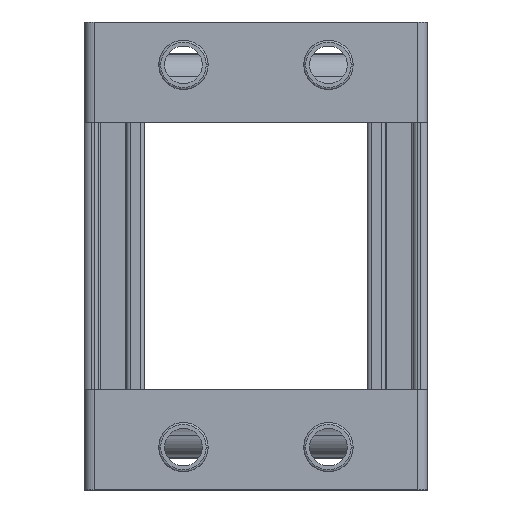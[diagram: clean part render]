
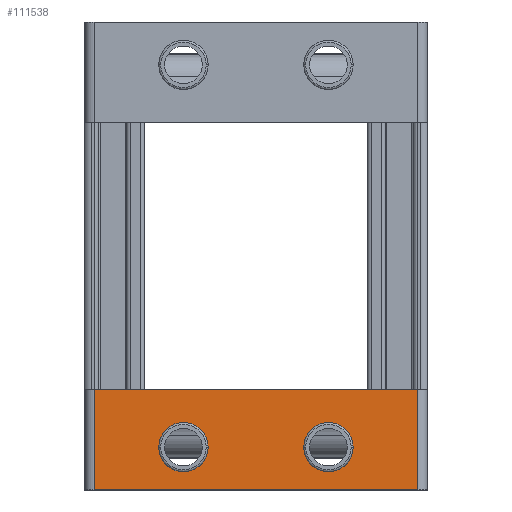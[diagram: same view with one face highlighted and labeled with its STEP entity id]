
A CAD part, left-side view. The second image highlights one B-rep face of the part: STEP entity #111538.
In plain terms, the highlighted planar face has unit normal (-1, 0, 0).
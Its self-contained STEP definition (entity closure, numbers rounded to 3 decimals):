
#1285 = VECTOR ( 'NONE', #20947, 1000. ) ;
#2512 = CARTESIAN_POINT ( 'NONE',  ( -162.222, 121.924, -130.327 ) ) ;
#7839 = VERTEX_POINT ( 'NONE', #52683 ) ;
#12389 = AXIS2_PLACEMENT_3D ( 'NONE', #75109, #104513, #46342 ) ;
#17870 = EDGE_CURVE ( 'NONE', #66474, #44200, #184594, .T. ) ;
#18146 = ORIENTED_EDGE ( 'NONE', *, *, #53766, .T. ) ;
#18537 = DIRECTION ( 'NONE',  ( 0., 0., 1. ) ) ;
#20947 = DIRECTION ( 'NONE',  ( 0., -1., 0. ) ) ;
#22806 = DIRECTION ( 'NONE',  ( 0., -1., 0. ) ) ;
#28338 = ORIENTED_EDGE ( 'NONE', *, *, #17870, .T. ) ;
#31200 = DIRECTION ( 'NONE',  ( 1., 0., 0. ) ) ;
#32611 = PLANE ( 'NONE',  #103718 ) ;
#35103 = CARTESIAN_POINT ( 'NONE',  ( -162.222, 71.389, -47.366 ) ) ;
#36316 = EDGE_CURVE ( 'NONE', #82584, #63145, #171322, .T. ) ;
#40839 = EDGE_LOOP ( 'NONE', ( #80708, #18146 ) ) ;
#44200 = VERTEX_POINT ( 'NONE', #132191 ) ;
#44450 = LINE ( 'NONE', #45517, #85716 ) ;
#45517 = CARTESIAN_POINT ( 'NONE',  ( -162.222, 121.924, -47.366 ) ) ;
#45553 = ORIENTED_EDGE ( 'NONE', *, *, #160142, .F. ) ;
#46342 = DIRECTION ( 'NONE',  ( 0., 0., 1. ) ) ;
#49663 = ORIENTED_EDGE ( 'NONE', *, *, #156280, .F. ) ;
#50772 = CIRCLE ( 'NONE', #141103, 3.75 ) ;
#52683 = CARTESIAN_POINT ( 'NONE',  ( -162.222, 120.424, -47.366 ) ) ;
#53766 = EDGE_CURVE ( 'NONE', #125120, #144667, #50772, .T. ) ;
#54835 = FACE_OUTER_BOUND ( 'NONE', #71533, .T. ) ;
#55285 = AXIS2_PLACEMENT_3D ( 'NONE', #180574, #179319, #64921 ) ;
#59328 = VECTOR ( 'NONE', #165173, 1000. ) ;
#63145 = VERTEX_POINT ( 'NONE', #35103 ) ;
#64193 = VECTOR ( 'NONE', #109876, 1000. ) ;
#64921 = DIRECTION ( 'NONE',  ( 0., 0., 1. ) ) ;
#65316 = EDGE_LOOP ( 'NONE', ( #28338, #73993 ) ) ;
#66474 = VERTEX_POINT ( 'NONE', #87697 ) ;
#67772 = CARTESIAN_POINT ( 'NONE',  ( -162.222, 120.424, -42.366 ) ) ;
#69619 = ORIENTED_EDGE ( 'NONE', *, *, #161215, .T. ) ;
#71533 = EDGE_LOOP ( 'NONE', ( #45553, #49663, #69619, #170464 ) ) ;
#73421 = CIRCLE ( 'NONE', #12389, 3.75 ) ;
#73993 = ORIENTED_EDGE ( 'NONE', *, *, #142693, .T. ) ;
#75109 = CARTESIAN_POINT ( 'NONE',  ( -162.222, 84.907, -40.866 ) ) ;
#75479 = LINE ( 'NONE', #67772, #64193 ) ;
#75920 = CARTESIAN_POINT ( 'NONE',  ( -162.222, 106.907, -40.866 ) ) ;
#80708 = ORIENTED_EDGE ( 'NONE', *, *, #175563, .T. ) ;
#82584 = VERTEX_POINT ( 'NONE', #183052 ) ;
#85716 = VECTOR ( 'NONE', #22806, 1000. ) ;
#87697 = CARTESIAN_POINT ( 'NONE',  ( -162.222, 84.907, -37.116 ) ) ;
#99362 = AXIS2_PLACEMENT_3D ( 'NONE', #75920, #31200, #147580 ) ;
#103718 = AXIS2_PLACEMENT_3D ( 'NONE', #2512, #104864, #18537 ) ;
#104079 = CIRCLE ( 'NONE', #99362, 3.75 ) ;
#104239 = LINE ( 'NONE', #166079, #1285 ) ;
#104513 = DIRECTION ( 'NONE',  ( 1., 0., 0. ) ) ;
#104864 = DIRECTION ( 'NONE',  ( -1., 0., 0. ) ) ;
#109876 = DIRECTION ( 'NONE',  ( 0., 0., 1. ) ) ;
#111142 = DIRECTION ( 'NONE',  ( 0., 0., 1. ) ) ;
#111538 = ADVANCED_FACE ( 'NONE', ( #54835, #134726, #162341 ), #32611, .T. ) ;
#113843 = CARTESIAN_POINT ( 'NONE',  ( -162.222, 106.907, -44.616 ) ) ;
#125120 = VERTEX_POINT ( 'NONE', #113843 ) ;
#132191 = CARTESIAN_POINT ( 'NONE',  ( -162.222, 84.907, -44.616 ) ) ;
#134726 = FACE_BOUND ( 'NONE', #65316, .T. ) ;
#140514 = CARTESIAN_POINT ( 'NONE',  ( -162.222, 106.907, -40.866 ) ) ;
#141103 = AXIS2_PLACEMENT_3D ( 'NONE', #140514, #154711, #111142 ) ;
#142693 = EDGE_CURVE ( 'NONE', #44200, #66474, #73421, .T. ) ;
#144667 = VERTEX_POINT ( 'NONE', #175943 ) ;
#147580 = DIRECTION ( 'NONE',  ( 0., 0., 1. ) ) ;
#148852 = CARTESIAN_POINT ( 'NONE',  ( -162.222, 120.424, -32.166 ) ) ;
#150512 = CARTESIAN_POINT ( 'NONE',  ( -162.222, 71.389, -130.327 ) ) ;
#154431 = VERTEX_POINT ( 'NONE', #148852 ) ;
#154711 = DIRECTION ( 'NONE',  ( 1., 0., 0. ) ) ;
#156280 = EDGE_CURVE ( 'NONE', #7839, #154431, #75479, .T. ) ;
#160142 = EDGE_CURVE ( 'NONE', #154431, #82584, #104239, .T. ) ;
#161215 = EDGE_CURVE ( 'NONE', #7839, #63145, #44450, .T. ) ;
#162341 = FACE_BOUND ( 'NONE', #40839, .T. ) ;
#165173 = DIRECTION ( 'NONE',  ( 0., 0., -1. ) ) ;
#166079 = CARTESIAN_POINT ( 'NONE',  ( -162.222, 95.914, -32.166 ) ) ;
#170464 = ORIENTED_EDGE ( 'NONE', *, *, #36316, .F. ) ;
#171322 = LINE ( 'NONE', #150512, #59328 ) ;
#175563 = EDGE_CURVE ( 'NONE', #144667, #125120, #104079, .T. ) ;
#175943 = CARTESIAN_POINT ( 'NONE',  ( -162.222, 106.907, -37.116 ) ) ;
#179319 = DIRECTION ( 'NONE',  ( 1., 0., 0. ) ) ;
#180574 = CARTESIAN_POINT ( 'NONE',  ( -162.222, 84.907, -40.866 ) ) ;
#183052 = CARTESIAN_POINT ( 'NONE',  ( -162.222, 71.389, -32.166 ) ) ;
#184594 = CIRCLE ( 'NONE', #55285, 3.75 ) ;
